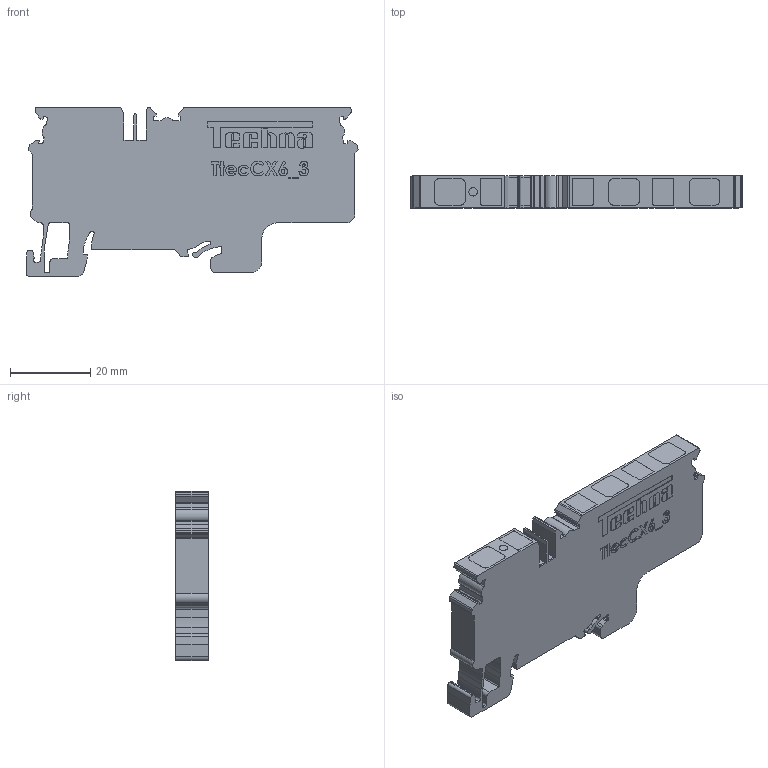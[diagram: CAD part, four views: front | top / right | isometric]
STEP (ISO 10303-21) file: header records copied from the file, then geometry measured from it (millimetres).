
FILE_DESCRIPTION (( 'STEP AP214' ), '1' );
FILE_NAME ('TtecCX6_3.STEP', '2020-07-21T11:08:05', ( '' ), ( '' ), 'SwSTEP 2.0', 'SolidWorks 2020', '' );
FILE_SCHEMA (( 'AUTOMOTIVE_DESIGN' ));
Length unit declared in the file: millimetre
Products named in the file (1): TtecCX6_3
Bounding box: 82.85 x 8 x 42.2 mm (x, y, z)
Volume: 21430.8 mm3; surface area: 8445.3 mm2
Topology: 1 solids, 1 shells, 750 faces, 2109 edges, 1406 vertices
Faces by surface type: plane 405, cylinder 253, bspline 92
Entity records: 34383 total; most frequent: CARTESIAN_POINT 9862, ORIENTED_EDGE 4218, DIRECTION 3749, EDGE_CURVE 2109, LINE 1419, VECTOR 1419, VERTEX_POINT 1406, AXIS2_PLACEMENT_3D 1165
